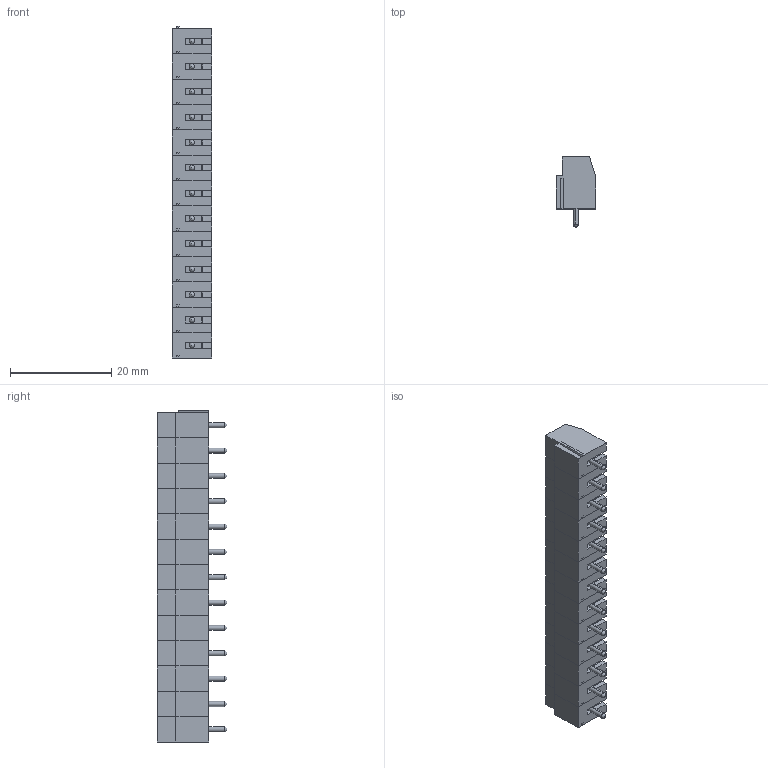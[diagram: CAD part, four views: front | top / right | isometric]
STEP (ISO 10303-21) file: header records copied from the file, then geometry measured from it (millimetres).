
FILE_DESCRIPTION (( 'STEP AP214' ), '1' );
FILE_NAME ('TBLOCK-13PIN-5mm pitch.STEP', '2020-06-29T08:25:46', ( '' ), ( '' ), 'SwSTEP 2.0', 'SolidWorks 2018', '' );
FILE_SCHEMA (( 'AUTOMOTIVE_DESIGN' ));
Length unit declared in the file: millimetre
Products named in the file (4): TBLOCK-13PIN-5mm pitch; Inner; Screw; Outter
Assembly tree (39 placements, depth 2):
  TBLOCK-13PIN-5mm pitch
    Outter  x13
    Screw  x13
    Inner  x13
Bounding box: 7.87 x 13.75 x 65.5 mm (x, y, z)
Volume: 3659.6 mm3; surface area: 9702.4 mm2
Topology: 39 solids, 39 shells, 2145 faces, 5382 edges, 3211 vertices
Faces by surface type: plane 871, cylinder 559, bspline 364, torus 169, sphere 143, cone 39
Entity records: 5845 total; most frequent: CARTESIAN_POINT 1785, DIRECTION 803, ORIENTED_EDGE 802, EDGE_CURVE 401, AXIS2_PLACEMENT_3D 303, VERTEX_POINT 245, LINE 197, VECTOR 197
